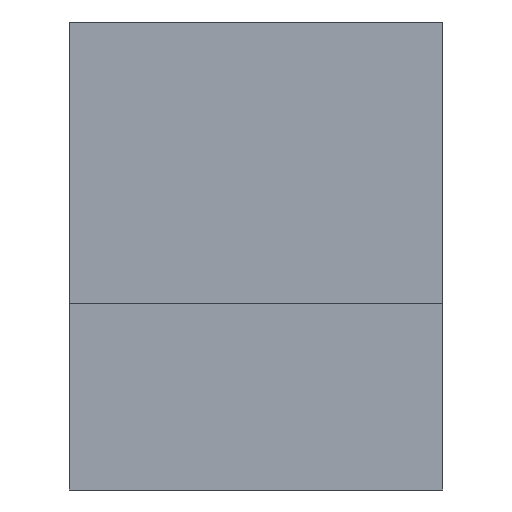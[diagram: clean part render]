
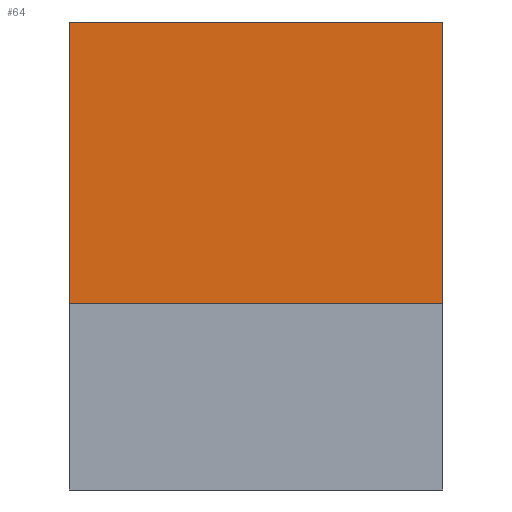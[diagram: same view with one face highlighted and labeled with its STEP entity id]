
A CAD part, left-side view. The second image highlights one B-rep face of the part: STEP entity #64.
In plain terms, the highlighted planar face has unit normal (-1, 0, 0).
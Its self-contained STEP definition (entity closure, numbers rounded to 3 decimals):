
#64 = ADVANCED_FACE( '', ( #154 ), #155, .F. );
#154 = FACE_OUTER_BOUND( '', #245, .T. );
#155 = PLANE( '', #246 );
#245 = EDGE_LOOP( '', ( #371, #372, #373, #374 ) );
#246 = AXIS2_PLACEMENT_3D( '', #375, #376, #377 );
#371 = ORIENTED_EDGE( '', *, *, #457, .F. );
#372 = ORIENTED_EDGE( '', *, *, #467, .T. );
#373 = ORIENTED_EDGE( '', *, *, #465, .T. );
#374 = ORIENTED_EDGE( '', *, *, #423, .F. );
#375 = CARTESIAN_POINT( '', ( 0., 12.7, 149.553 ) );
#376 = DIRECTION( '', ( 1., 0., 0. ) );
#377 = DIRECTION( '', ( 0., 0., -1. ) );
#423 = EDGE_CURVE( '', #481, #484, #485, .T. );
#457 = EDGE_CURVE( '', #539, #481, #541, .T. );
#465 = EDGE_CURVE( '', #550, #484, #553, .T. );
#467 = EDGE_CURVE( '', #539, #550, #555, .T. );
#481 = VERTEX_POINT( '', #569 );
#484 = VERTEX_POINT( '', #573 );
#485 = LINE( '', #574, #575 );
#539 = VERTEX_POINT( '', #638 );
#541 = LINE( '', #641, #642 );
#550 = VERTEX_POINT( '', #652 );
#553 = LINE( '', #657, #658 );
#555 = LINE( '', #660, #661 );
#569 = CARTESIAN_POINT( '', ( 0., 9.525, 156.728 ) );
#573 = CARTESIAN_POINT( '', ( 0., 0., 156.728 ) );
#574 = CARTESIAN_POINT( '', ( 0., 12.7, 156.728 ) );
#575 = VECTOR( '', #678, 1000. );
#638 = CARTESIAN_POINT( '', ( 0., 9.525, 149.553 ) );
#641 = CARTESIAN_POINT( '', ( 0., 9.525, 149.553 ) );
#642 = VECTOR( '', #731, 1000. );
#652 = CARTESIAN_POINT( '', ( 0., 0., 149.553 ) );
#657 = CARTESIAN_POINT( '', ( 0., 0., 149.553 ) );
#658 = VECTOR( '', #744, 1000. );
#660 = CARTESIAN_POINT( '', ( 0., 12.7, 149.553 ) );
#661 = VECTOR( '', #745, 1000. );
#678 = DIRECTION( '', ( 0., -1., 0. ) );
#731 = DIRECTION( '', ( 0., 0., 1. ) );
#744 = DIRECTION( '', ( 0., 0., 1. ) );
#745 = DIRECTION( '', ( 0., -1., 0. ) );
